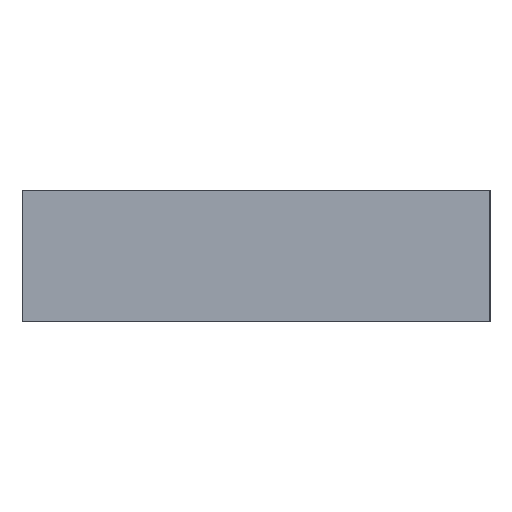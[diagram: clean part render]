
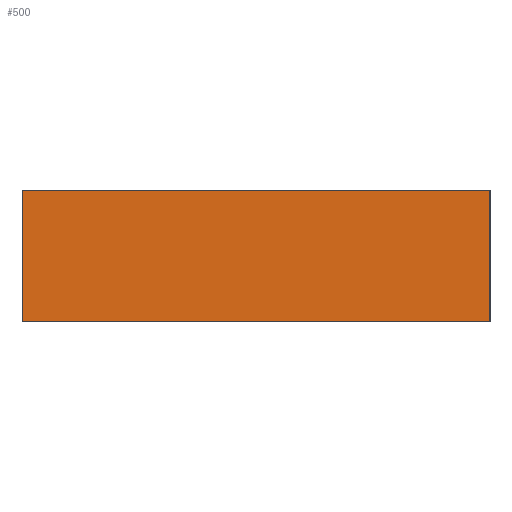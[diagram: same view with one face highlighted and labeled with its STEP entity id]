
A CAD part, left-side view. The second image highlights one B-rep face of the part: STEP entity #500.
In plain terms, the highlighted planar face has unit normal (-1, 0, 0).
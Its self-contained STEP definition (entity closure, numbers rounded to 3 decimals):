
#59=FACE_OUTER_BOUND('',#89,.T.);
#89=EDGE_LOOP('',(#411,#412,#413,#414));
#125=LINE('',#736,#181);
#149=LINE('',#802,#205);
#150=LINE('',#805,#206);
#151=LINE('',#806,#207);
#181=VECTOR('',#590,10.);
#205=VECTOR('',#658,10.);
#206=VECTOR('',#661,10.);
#207=VECTOR('',#662,10.);
#234=VERTEX_POINT('',#733);
#235=VERTEX_POINT('',#735);
#255=VERTEX_POINT('',#800);
#256=VERTEX_POINT('',#804);
#283=EDGE_CURVE('',#234,#235,#125,.T.);
#315=EDGE_CURVE('',#255,#235,#149,.T.);
#316=EDGE_CURVE('',#256,#255,#150,.T.);
#317=EDGE_CURVE('',#256,#234,#151,.T.);
#411=ORIENTED_EDGE('',*,*,#316,.T.);
#412=ORIENTED_EDGE('',*,*,#315,.T.);
#413=ORIENTED_EDGE('',*,*,#283,.F.);
#414=ORIENTED_EDGE('',*,*,#317,.F.);
#472=PLANE('',#540);
#500=ADVANCED_FACE('',(#59),#472,.T.);
#540=AXIS2_PLACEMENT_3D('',#803,#659,#660);
#590=DIRECTION('',(0.,-1.,0.));
#658=DIRECTION('',(0.,0.,1.));
#659=DIRECTION('center_axis',(-1.,0.,0.));
#660=DIRECTION('ref_axis',(0.,-1.,0.));
#661=DIRECTION('',(0.,-1.,0.));
#662=DIRECTION('',(0.,0.,1.));
#733=CARTESIAN_POINT('',(288.167,-175.608,7.));
#735=CARTESIAN_POINT('',(288.167,-218.208,7.));
#736=CARTESIAN_POINT('',(288.167,-175.608,7.));
#800=CARTESIAN_POINT('',(288.167,-218.208,-5.));
#802=CARTESIAN_POINT('',(288.167,-218.208,-5.));
#803=CARTESIAN_POINT('Origin',(288.167,-175.608,-5.));
#804=CARTESIAN_POINT('',(288.167,-175.608,-5.));
#805=CARTESIAN_POINT('',(288.167,-175.608,-5.));
#806=CARTESIAN_POINT('',(288.167,-175.608,-5.));
